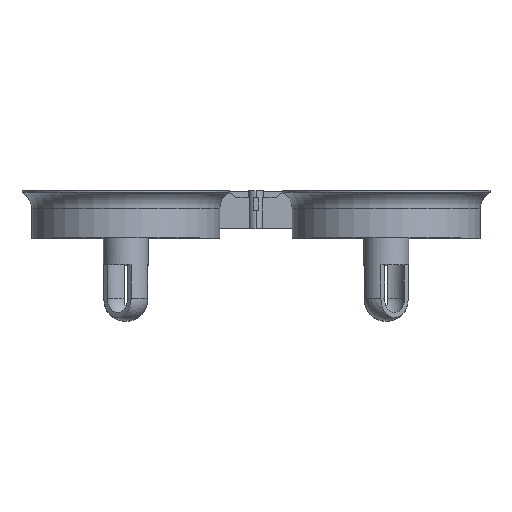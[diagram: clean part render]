
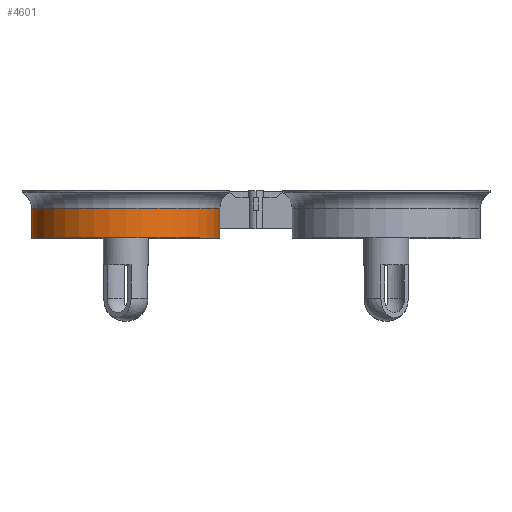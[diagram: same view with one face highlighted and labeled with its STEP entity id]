
A CAD part, top view. The second image highlights one B-rep face of the part: STEP entity #4601.
In plain terms, the highlighted cylindrical face has radius 16.7 mm (diameter 33.4 mm), a partial arc.
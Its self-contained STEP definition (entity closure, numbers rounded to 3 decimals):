
#91 = DIRECTION ( 'NONE',  ( -1., 0., 0. ) ) ;
#94 = LINE ( 'NONE', #4221, #6243 ) ;
#152 = VERTEX_POINT ( 'NONE', #6917 ) ;
#174 = ORIENTED_EDGE ( 'NONE', *, *, #6314, .T. ) ;
#392 = CIRCLE ( 'NONE', #7258, 16.7 ) ;
#473 = EDGE_CURVE ( 'NONE', #1423, #4857, #730, .T. ) ;
#491 = DIRECTION ( 'NONE',  ( 0., 1., 0. ) ) ;
#624 = EDGE_LOOP ( 'NONE', ( #3194, #174, #7150, #5198 ) ) ;
#730 = CIRCLE ( 'NONE', #4404, 16.7 ) ;
#853 = VECTOR ( 'NONE', #491, 1000. ) ;
#1423 = VERTEX_POINT ( 'NONE', #4552 ) ;
#1644 = CARTESIAN_POINT ( 'NONE',  ( -39.8, -8.4, 23.25 ) ) ;
#2510 = CARTESIAN_POINT ( 'NONE',  ( -23.1, -8.4, 23.25 ) ) ;
#3118 = DIRECTION ( 'NONE',  ( -1., 0., 0. ) ) ;
#3194 = ORIENTED_EDGE ( 'NONE', *, *, #473, .F. ) ;
#3241 = CARTESIAN_POINT ( 'NONE',  ( -23.1, 14.316, 23.25 ) ) ;
#3662 = DIRECTION ( 'NONE',  ( 0., -1., 0. ) ) ;
#3762 = CYLINDRICAL_SURFACE ( 'NONE', #5493, 16.7 ) ;
#3941 = FACE_OUTER_BOUND ( 'NONE', #624, .T. ) ;
#4221 = CARTESIAN_POINT ( 'NONE',  ( -39.8, 14.316, 23.25 ) ) ;
#4403 = EDGE_CURVE ( 'NONE', #4468, #152, #392, .T. ) ;
#4404 = AXIS2_PLACEMENT_3D ( 'NONE', #2510, #6692, #3118 ) ;
#4468 = VERTEX_POINT ( 'NONE', #4879 ) ;
#4552 = CARTESIAN_POINT ( 'NONE',  ( -6.4, -8.4, 23.25 ) ) ;
#4601 = ADVANCED_FACE ( 'NONE', ( #3941 ), #3762, .T. ) ;
#4656 = CARTESIAN_POINT ( 'NONE',  ( -6.4, 14.316, 23.25 ) ) ;
#4857 = VERTEX_POINT ( 'NONE', #1644 ) ;
#4879 = CARTESIAN_POINT ( 'NONE',  ( -6.4, -3.1, 23.25 ) ) ;
#5198 = ORIENTED_EDGE ( 'NONE', *, *, #7462, .F. ) ;
#5493 = AXIS2_PLACEMENT_3D ( 'NONE', #3241, #6802, #6201 ) ;
#5538 = DIRECTION ( 'NONE',  ( 0., 1., 0. ) ) ;
#5595 = LINE ( 'NONE', #4656, #853 ) ;
#6201 = DIRECTION ( 'NONE',  ( -1., 0., 0. ) ) ;
#6243 = VECTOR ( 'NONE', #5538, 1000. ) ;
#6314 = EDGE_CURVE ( 'NONE', #1423, #4468, #5595, .T. ) ;
#6692 = DIRECTION ( 'NONE',  ( 0., -1., 0. ) ) ;
#6802 = DIRECTION ( 'NONE',  ( 0., 1., 0. ) ) ;
#6917 = CARTESIAN_POINT ( 'NONE',  ( -39.8, -3.1, 23.25 ) ) ;
#7150 = ORIENTED_EDGE ( 'NONE', *, *, #4403, .T. ) ;
#7234 = CARTESIAN_POINT ( 'NONE',  ( -23.1, -3.1, 23.25 ) ) ;
#7258 = AXIS2_PLACEMENT_3D ( 'NONE', #7234, #3662, #91 ) ;
#7462 = EDGE_CURVE ( 'NONE', #4857, #152, #94, .T. ) ;
